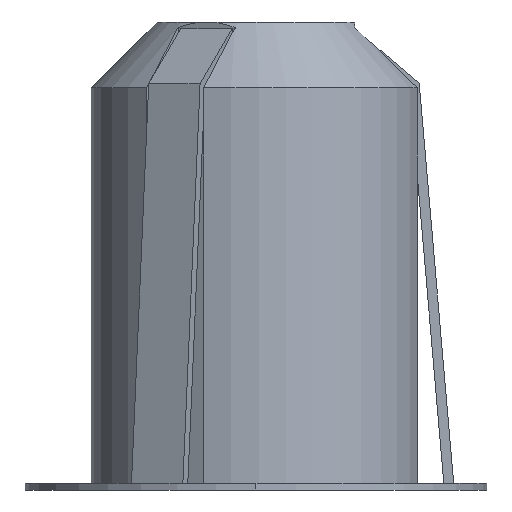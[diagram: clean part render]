
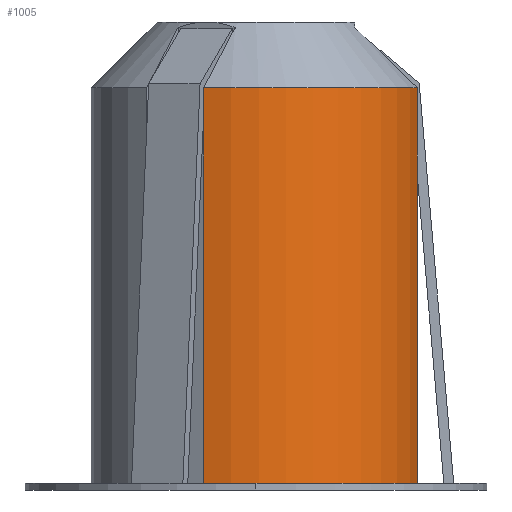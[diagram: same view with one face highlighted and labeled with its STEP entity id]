
A CAD part, left-side view. The second image highlights one B-rep face of the part: STEP entity #1005.
In plain terms, the highlighted free-form (B-spline) face has degree [3, 1] with [4, 2] control points.
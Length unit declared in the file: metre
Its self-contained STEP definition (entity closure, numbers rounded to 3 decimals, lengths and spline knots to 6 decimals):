
#81=LINE('',#1494,#180);
#82=LINE('',#1508,#181);
#180=VECTOR('',#1179,1.);
#181=VECTOR('',#1180,1.);
#389=ORIENTED_EDGE('',*,*,#624,.F.);
#390=ORIENTED_EDGE('',*,*,#641,.F.);
#391=ORIENTED_EDGE('',*,*,#642,.F.);
#392=ORIENTED_EDGE('',*,*,#639,.T.);
#624=EDGE_CURVE('',#756,#757,#817,.F.);
#639=EDGE_CURVE('',#770,#757,#81,.T.);
#641=EDGE_CURVE('',#771,#756,#82,.T.);
#642=EDGE_CURVE('',#770,#771,#821,.T.);
#756=VERTEX_POINT('',#1443);
#757=VERTEX_POINT('',#1445);
#770=VERTEX_POINT('',#1495);
#771=VERTEX_POINT('',#1509);
#817=CIRCLE('',#1067,0.025);
#821=CIRCLE('',#1071,0.025);
#864=EDGE_LOOP('',(#389,#390,#391,#392));
#931=FACE_BOUND('',#864,.T.);
#973=(
BOUNDED_SURFACE()
B_SPLINE_SURFACE(3,1,((#1500,#1501),(#1502,#1503),(#1504,#1505),(#1506,
#1507)),.CYLINDRICAL_SURF.,.F.,.F.,.F.)
B_SPLINE_SURFACE_WITH_KNOTS((4,4),(2,2),(0.,1.),(0.,1.),
 .PIECEWISE_BEZIER_KNOTS.)
GEOMETRIC_REPRESENTATION_ITEM()
RATIONAL_B_SPLINE_SURFACE(((1.,1.),(0.674,0.674),
(0.674,0.674),(1.,1.)))
REPRESENTATION_ITEM('')
SURFACE()
);
#1005=ADVANCED_FACE('',(#931),#973,.T.);
#1067=AXIS2_PLACEMENT_3D('',#1444,#1162,#1163);
#1071=AXIS2_PLACEMENT_3D('',#1510,#1181,#1182);
#1162=DIRECTION('',(0.,0.,1.));
#1163=DIRECTION('',(1.,0.,0.));
#1179=DIRECTION('',(0.,0.,-1.));
#1180=DIRECTION('',(0.,0.,-1.));
#1181=DIRECTION('',(0.,0.,1.));
#1182=DIRECTION('',(1.,0.,0.));
#1443=CARTESIAN_POINT('',(-0.005,-0.024495,0.001));
#1444=CARTESIAN_POINT('',(0.,0.,0.001));
#1445=CARTESIAN_POINT('',(-0.023713,0.007917,0.001));
#1494=CARTESIAN_POINT('',(-0.023713,0.007917,0.061));
#1495=CARTESIAN_POINT('',(-0.023713,0.007917,0.061));
#1500=CARTESIAN_POINT('',(-0.000322,-0.024998,0.064));
#1501=CARTESIAN_POINT('',(-0.000322,-0.024998,-0.002));
#1502=CARTESIAN_POINT('',(-0.021572,-0.024725,0.064));
#1503=CARTESIAN_POINT('',(-0.021572,-0.024725,-0.002));
#1504=CARTESIAN_POINT('',(-0.032198,-0.00632,0.064));
#1505=CARTESIAN_POINT('',(-0.032198,-0.00632,-0.002));
#1506=CARTESIAN_POINT('',(-0.02181,0.01222,0.064));
#1507=CARTESIAN_POINT('',(-0.02181,0.01222,-0.002));
#1508=CARTESIAN_POINT('',(-0.005,-0.024495,0.061));
#1509=CARTESIAN_POINT('',(-0.005,-0.024495,0.061));
#1510=CARTESIAN_POINT('',(0.,0.,0.061));
